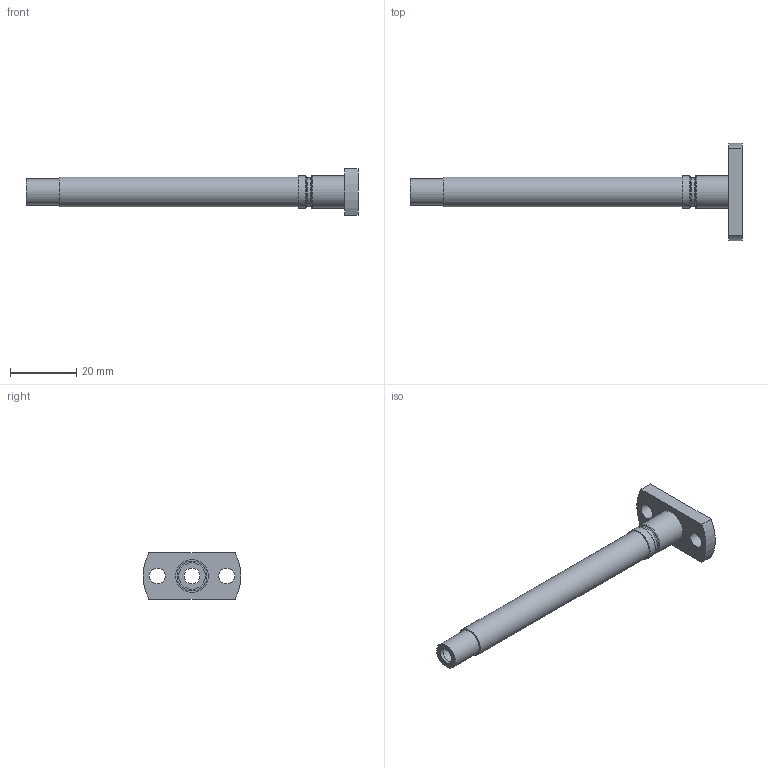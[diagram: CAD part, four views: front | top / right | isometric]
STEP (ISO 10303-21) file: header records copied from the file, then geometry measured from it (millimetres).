
FILE_DESCRIPTION(/* description */ ('Unknown'),/* implementation_level */ '2;1');
FILE_NAME(/* name */ 'D0284-DD-23255 Corps capteur R1',/* time_stamp */ '2023-10-18T10:04:57+02:00',/* author */ ('Unknown'),/* organization */ ('Unknown'),/* preprocessor_version */ 'ST-DEVELOPER v18.102',/* originating_system */ 'Solid Edge',/* authorisation */ 'Unknown');
FILE_SCHEMA (('AUTOMOTIVE_DESIGN {1 0 10303 214 3 1 1}'));
Length unit declared in the file: millimetre
Products named in the file (1): R1 Flansch+Dummy
Bounding box: 100.1 x 29.5 x 14 mm (x, y, z)
Volume: 5015.1 mm3; surface area: 5630.4 mm2
Topology: 1 solids, 1 shells, 34 faces, 72 edges, 48 vertices
Faces by surface type: cylinder 13, plane 12, torus 6, cone 3
Full cylindrical faces by diameter (mm): 4.8 x3, 5.5 x1, 6.8 x1, 8 x1, 8.6 x1, 9 x2, 9.8 x2
Entity records: 792 total; most frequent: DIRECTION 148, CARTESIAN_POINT 117, ORIENTED_EDGE 86, AXIS2_PLACEMENT_3D 70, EDGE_LOOP 68, FACE_BOUND 68, EDGE_CURVE 43, VERTEX_POINT 39
